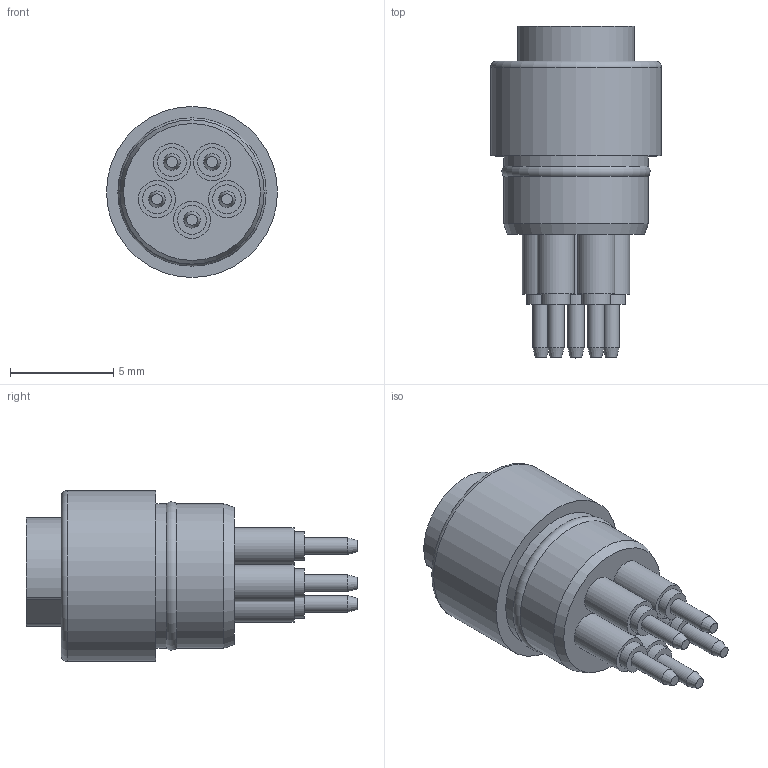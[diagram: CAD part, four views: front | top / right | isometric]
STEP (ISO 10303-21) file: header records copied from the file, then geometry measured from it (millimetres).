
FILE_DESCRIPTION(/* description */ (''),/* implementation_level */ '2;1');
FILE_NAME(/* name */ '5014767__Umspritzung_PFKA4_5_part_32017_stp.stp',/* time_stamp */ '2016-04-07T14:25:10+02:00',/* author */ (''),/* organization */ (''),/* preprocessor_version */ 'ST-DEVELOPER v16',/* originating_system */ 'SIEMENS PLM Software NX 10.0',/* authorisation */ '');
FILE_SCHEMA (('AUTOMOTIVE_DESIGN { 1 0 10303 214 3 1 1 1 }'));
Length unit declared in the file: millimetre
Products named in the file (1): 5014767__Umspritzung_PFKA4_5_part_32017_stp
Bounding box: 8.3 x 16.1 x 8.3 mm (x, y, z)
Volume: 427.8 mm3; surface area: 597.3 mm2
Topology: 1 solids, 1 shells, 63 faces, 110 edges, 72 vertices
Faces by surface type: cylinder 28, plane 27, cone 6, torus 2
Full cylindrical faces by diameter (mm): 0.8 x5, 1.05 x5, 1.4 x5, 1.8 x5, 6.9 x1, 7 x2, 8.3 x1
Entity records: 1354 total; most frequent: DIRECTION 264, CARTESIAN_POINT 204, ORIENTED_EDGE 146, AXIS2_PLACEMENT_3D 127, EDGE_LOOP 118, FACE_BOUND 102, EDGE_CURVE 73, VERTEX_POINT 67
